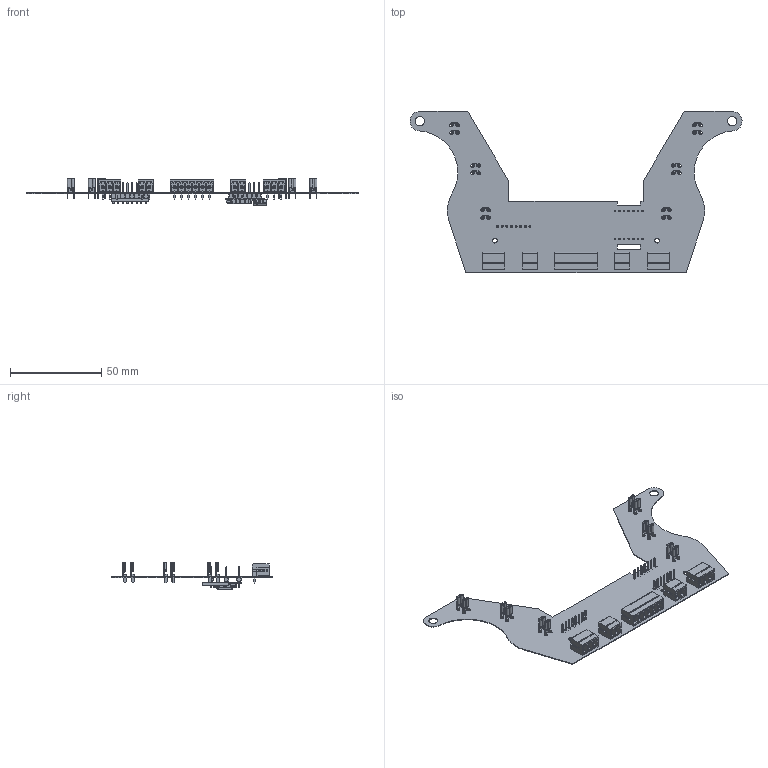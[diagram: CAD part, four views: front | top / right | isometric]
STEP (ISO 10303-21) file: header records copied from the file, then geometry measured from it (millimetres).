
FILE_DESCRIPTION(('Open CASCADE Model'),'2;1');
FILE_NAME('Open CASCADE Shape Model','2024-01-22T18:31:04',('Author'),( 'Open CASCADE'),'Open CASCADE STEP processor 7.5','Open CASCADE 7.5' ,'Unknown');
FILE_SCHEMA(('AUTOMOTIVE_DESIGN { 1 0 10303 214 1 1 1 1 }'));
Length unit declared in the file: millimetre
Products named in the file (56): PCB; Board; Open CASCADE STEP translator 7.5 1.1.1; Wheel Conn; CUI_DEVICES_TBP02R1-381-06BE; Pot2; CUI_DEVICES_TBP02R1-381-03BE; Pot1; Paddle2; CUI_DEVICES_TBP02R1-381-02BE; Paddle1; SW6; 6378615952; CAN; WCMCU-1051_RGB16711833; 61300811121; 6130xx11121_PIN; SW4; SW2; SW5; ESP32-C3; Seeed Studio XIAO-ESP32-C3; USB TYPE C PORT; USB TYPE C PORT (1); BOSS-EXTRUDE14_8_; BOSS-EXTRUDE7_4_; BOSS-EXTRUDE7_3_; BOSS-EXTRUDE14_4_; BOSS-EXTRUDE14_2_; BOSS-EXTRUDE14_11_; BOSS-EXTRUDE7_7_; BOSS-EXTRUDE14_9_; BOSS-EXTRUDE14_3_; BOSS-EXTRUDE14_7_; MIRROR2; BOSS-EXTRUDE14_5_; BOSS-EXTRUDE14_12_; BOSS-EXTRUDE7_8_; BOSS-EXTRUDE7_1_; BOSS-EXTRUDE14_10_ ...
Assembly tree (77 placements, depth 6):
  PCB
    Board
      Open CASCADE STEP translator 7.5 1.1.1
    Wheel Conn
      CUI_DEVICES_TBP02R1-381-06BE
    Pot2
      CUI_DEVICES_TBP02R1-381-03BE
    Pot1
      CUI_DEVICES_TBP02R1-381-03BE
    Paddle2
      CUI_DEVICES_TBP02R1-381-02BE
    Paddle1
      CUI_DEVICES_TBP02R1-381-02BE
    SW6
      6378615952  x2
    CAN
      WCMCU-1051_RGB16711833
      61300811121
        6130xx11121_PIN  x8
        61300811121
    SW4
      6378615952  x2
    SW2
      6378615952  x2
    SW5
      6378615952  x2
    ESP32-C3
      Seeed Studio XIAO-ESP32-C3
        USB TYPE C PORT
          USB TYPE C PORT (1)
            BOSS-EXTRUDE14_8_
            BOSS-EXTRUDE7_4_
            BOSS-EXTRUDE7_3_
            BOSS-EXTRUDE14_4_
            BOSS-EXTRUDE14_2_
            BOSS-EXTRUDE14_11_
            BOSS-EXTRUDE7_7_
            BOSS-EXTRUDE14_9_
            BOSS-EXTRUDE14_3_
            BOSS-EXTRUDE14_7_
            MIRROR2
            BOSS-EXTRUDE14_5_
            BOSS-EXTRUDE14_12_
            BOSS-EXTRUDE7_8_
            BOSS-EXTRUDE7_1_
            BOSS-EXTRUDE14_10_
            BOSS-EXTRUDE7_9_
            BOSS-EXTRUDE14_6_
            CHAMFER9
            BOSS-EXTRUDE14_1_
            BOSS-EXTRUDE7_6_
            BOSS-EXTRUDE7_2_
            CUT-EXTRUDE5
            BOSS-EXTRUDE7_5_
        U.FL Connector v1
        Button (1)  x2
        Shield
        Open CASCADE STEP translator 7.5 1.12.1.6
      PH1-07-UA  x2
    SW1
Bounding box: 182.03 x 88.34 x 15.19 mm (x, y, z)
Volume: 7271.7 mm3; surface area: 27306.8 mm2
Topology: 101 solids, 101 shells, 4127 faces, 10539 edges, 6575 vertices
Faces by surface type: plane 2703, cylinder 1168, sphere 119, revolution 112, torus 14, cone 9, bspline 2
Full cylindrical faces by diameter (mm): 0.5 x3, 0.6 x2, 0.7 x2, 0.75 x14, 0.85 x14, 1.1 x8, 1.4 x16, 1.5 x2, 1.524 x6, 1.65 x1, 1.7 x24, 1.9 x1, 2 x2, 2.54 x2, 5 x2
Entity records: 78026 total; most frequent: CARTESIAN_POINT 13898, ORIENTED_EDGE 12138, DIRECTION 11919, EDGE_CURVE 6069, LINE 4559, VECTOR 4559, VERTEX_POINT 3859, AXIS2_PLACEMENT_3D 3652
